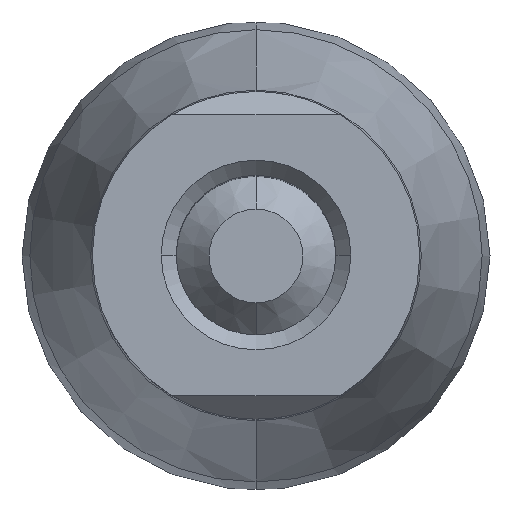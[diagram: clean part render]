
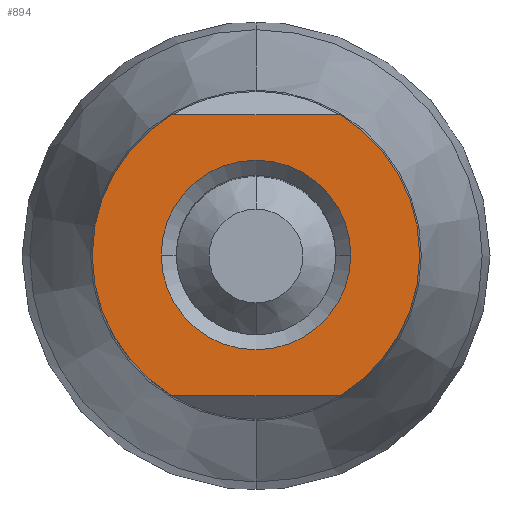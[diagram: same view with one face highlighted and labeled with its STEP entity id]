
A CAD part, top view. The second image highlights one B-rep face of the part: STEP entity #894.
In plain terms, the highlighted planar face has unit normal (0, 0, 1).
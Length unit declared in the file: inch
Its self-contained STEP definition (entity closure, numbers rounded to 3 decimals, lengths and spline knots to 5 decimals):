
#235=DIRECTION('',(-1.,0.,0.));
#236=VECTOR('',#235,0.22437);
#237=CARTESIAN_POINT('',(0.11219,0.1875,0.));
#238=LINE('',#237,#236);
#242=CARTESIAN_POINT('',(0.,0.,0.));
#243=DIRECTION('',(0.,0.,-1.));
#244=DIRECTION('',(0.513,0.858,0.));
#245=AXIS2_PLACEMENT_3D('',#242,#243,#244);
#250=DIRECTION('',(-1.,0.,0.));
#251=VECTOR('',#250,0.22437);
#252=CARTESIAN_POINT('',(0.11219,-0.1875,0.));
#253=LINE('',#252,#251);
#257=CARTESIAN_POINT('',(0.,0.,0.));
#258=DIRECTION('',(0.,0.,1.));
#259=DIRECTION('',(-0.513,0.858,0.));
#260=AXIS2_PLACEMENT_3D('',#257,#258,#259);
#265=CARTESIAN_POINT('',(0.,0.,0.));
#266=DIRECTION('',(0.,0.,-1.));
#267=DIRECTION('',(1.,0.,0.));
#268=AXIS2_PLACEMENT_3D('',#265,#266,#267);
#273=CARTESIAN_POINT('',(0.,0.,0.));
#274=DIRECTION('',(0.,0.,-1.));
#275=DIRECTION('',(-1.,0.,0.));
#276=AXIS2_PLACEMENT_3D('',#273,#274,#275);
#606=CARTESIAN_POINT('',(-0.11219,0.1875,0.));
#608=VERTEX_POINT('',#606);
#612=CARTESIAN_POINT('',(-0.11219,-0.1875,0.));
#613=VERTEX_POINT('',#612);
#614=CARTESIAN_POINT('',(0.11219,0.1875,0.));
#615=VERTEX_POINT('',#614);
#616=CARTESIAN_POINT('',(0.11219,-0.1875,0.));
#617=VERTEX_POINT('',#616);
#621=CARTESIAN_POINT('',(0.1265,0.,
0.));
#622=CARTESIAN_POINT('',(-0.1265,0.,
0.));
#623=VERTEX_POINT('',#621);
#624=VERTEX_POINT('',#622);
#877=CARTESIAN_POINT('',(0.,0.,0.));
#878=DIRECTION('',(0.,0.,1.));
#879=DIRECTION('',(0.,1.,0.));
#880=AXIS2_PLACEMENT_3D('',#877,#878,#879);
#881=PLANE('',#880);
#882=ORIENTED_EDGE('',*,*,#816,.F.);
#883=ORIENTED_EDGE('',*,*,#847,.T.);
#884=ORIENTED_EDGE('',*,*,#870,.T.);
#885=ORIENTED_EDGE('',*,*,#790,.F.);
#886=EDGE_LOOP('',(#882,#883,#884,#885));
#887=FACE_OUTER_BOUND('',#886,.F.);
#889=ORIENTED_EDGE('',*,*,#888,.F.);
#891=ORIENTED_EDGE('',*,*,#890,.F.);
#892=EDGE_LOOP('',(#889,#891));
#893=FACE_BOUND('',#892,.F.);
#246=CIRCLE('',#245,0.2185);
#261=CIRCLE('',#260,0.2185);
#269=CIRCLE('',#268,0.1265);
#277=CIRCLE('',#276,0.1265);
#790=EDGE_CURVE('',#608,#613,#261,.T.);
#816=EDGE_CURVE('',#615,#608,#238,.T.);
#847=EDGE_CURVE('',#615,#617,#246,.T.);
#870=EDGE_CURVE('',#617,#613,#253,.T.);
#888=EDGE_CURVE('',#623,#624,#269,.T.);
#890=EDGE_CURVE('',#624,#623,#277,.T.);
#894=ADVANCED_FACE('',(#887,#893),#881,.T.);
